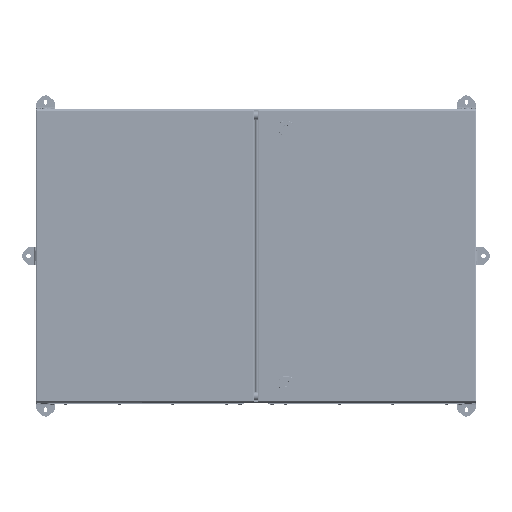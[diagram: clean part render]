
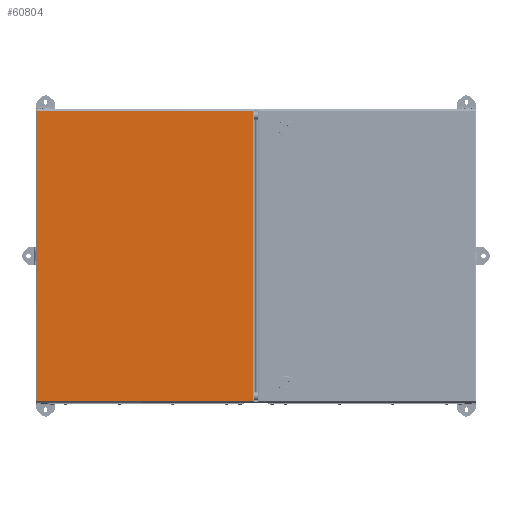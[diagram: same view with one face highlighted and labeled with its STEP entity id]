
A CAD part, top view. The second image highlights one B-rep face of the part: STEP entity #60804.
In plain terms, the highlighted planar face has unit normal (0, 0, 1).
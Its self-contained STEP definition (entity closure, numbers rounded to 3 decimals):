
#3176 = VERTEX_POINT ( 'NONE', #20671 ) ;
#5647 = VECTOR ( 'NONE', #20918, 1000. ) ;
#14685 = VECTOR ( 'NONE', #74340, 1000. ) ;
#16201 = LINE ( 'NONE', #36138, #20101 ) ;
#20101 = VECTOR ( 'NONE', #84887, 1000. ) ;
#20178 = CARTESIAN_POINT ( 'NONE',  ( -294.5, -394.5, 0. ) ) ;
#20671 = CARTESIAN_POINT ( 'NONE',  ( 294.5, 394.5, 0. ) ) ;
#20900 = ORIENTED_EDGE ( 'NONE', *, *, #45420, .T. ) ;
#20918 = DIRECTION ( 'NONE',  ( 1., 0., 0. ) ) ;
#22270 = FACE_OUTER_BOUND ( 'NONE', #87191, .T. ) ;
#23772 = CARTESIAN_POINT ( 'NONE',  ( 295.293, 394.5, 0. ) ) ;
#28769 = DIRECTION ( 'NONE',  ( 0., 0., 1. ) ) ;
#29019 = ORIENTED_EDGE ( 'NONE', *, *, #83734, .T. ) ;
#30722 = LINE ( 'NONE', #23772, #14685 ) ;
#31222 = VERTEX_POINT ( 'NONE', #91122 ) ;
#31327 = AXIS2_PLACEMENT_3D ( 'NONE', #59712, #28769, #59262 ) ;
#34314 = EDGE_CURVE ( 'NONE', #91341, #41111, #16201, .T. ) ;
#36138 = CARTESIAN_POINT ( 'NONE',  ( -294.5, 395.293, 0. ) ) ;
#41111 = VERTEX_POINT ( 'NONE', #20178 ) ;
#45420 = EDGE_CURVE ( 'NONE', #3176, #91341, #30722, .T. ) ;
#54792 = CARTESIAN_POINT ( 'NONE',  ( -295.293, -394.5, 0. ) ) ;
#55631 = CARTESIAN_POINT ( 'NONE',  ( 294.5, -395.293, 0. ) ) ;
#57150 = EDGE_CURVE ( 'NONE', #31222, #3176, #76078, .T. ) ;
#59262 = DIRECTION ( 'NONE',  ( 1., 0., 0. ) ) ;
#59712 = CARTESIAN_POINT ( 'NONE',  ( 0., 0., 0. ) ) ;
#60804 = ADVANCED_FACE ( 'NONE', ( #22270 ), #64529, .T. ) ;
#62129 = VECTOR ( 'NONE', #68664, 1000. ) ;
#62790 = ORIENTED_EDGE ( 'NONE', *, *, #57150, .T. ) ;
#63770 = CARTESIAN_POINT ( 'NONE',  ( -294.5, 394.5, 0. ) ) ;
#64075 = ORIENTED_EDGE ( 'NONE', *, *, #34314, .T. ) ;
#64529 = PLANE ( 'NONE',  #31327 ) ;
#68664 = DIRECTION ( 'NONE',  ( 0., 1., 0. ) ) ;
#74340 = DIRECTION ( 'NONE',  ( -1., 0., 0. ) ) ;
#76078 = LINE ( 'NONE', #55631, #62129 ) ;
#83734 = EDGE_CURVE ( 'NONE', #41111, #31222, #84490, .T. ) ;
#84490 = LINE ( 'NONE', #54792, #5647 ) ;
#84887 = DIRECTION ( 'NONE',  ( 0., -1., 0. ) ) ;
#87191 = EDGE_LOOP ( 'NONE', ( #20900, #64075, #29019, #62790 ) ) ;
#91122 = CARTESIAN_POINT ( 'NONE',  ( 294.5, -394.5, 0. ) ) ;
#91341 = VERTEX_POINT ( 'NONE', #63770 ) ;
